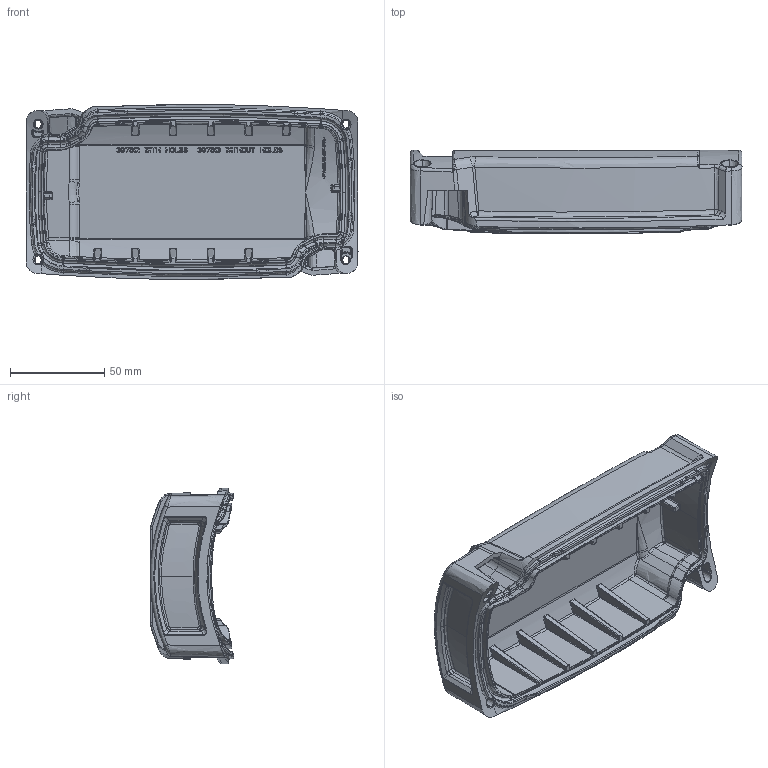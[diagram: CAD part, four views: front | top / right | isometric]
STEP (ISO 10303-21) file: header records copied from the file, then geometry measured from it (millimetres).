
FILE_DESCRIPTION((''),'2;1');
FILE_NAME('05-1142-0286_DECKEL_3FACH','2023-09-08T10:18:48',('Beil'),(''),'CREO PARAMETRIC BY PTC INC, 2019030','CREO PARAMETRIC BY PTC INC, 2019030','');
FILE_SCHEMA(('CONFIG_CONTROL_DESIGN','SHAPE_APPEARANCE_LAYERS_GROUPS'));
Length unit declared in the file: millimetre
Products named in the file (1): 05-1142-0286_DECKEL_3FACH
Bounding box: 176 x 44.36 x 93.02 mm (x, y, z)
Volume: 165201.6 mm3; surface area: 73191.3 mm2
Topology: 1 solids, 1 shells, 2884 faces, 7384 edges, 4563 vertices
Faces by surface type: plane 1315, bspline 1258, cylinder 157, cone 75, extrusion 48, sphere 20, torus 11
Entity records: 159182 total; most frequent: CARTESIAN_POINT 76873, ORIENTED_EDGE 14768, DIRECTION 9049, PRESENTATION_STYLE_ASSIGNMENT 7385, STYLED_ITEM 7385, CURVE_STYLE 7384, EDGE_CURVE 7384, VERTEX_POINT 4563
